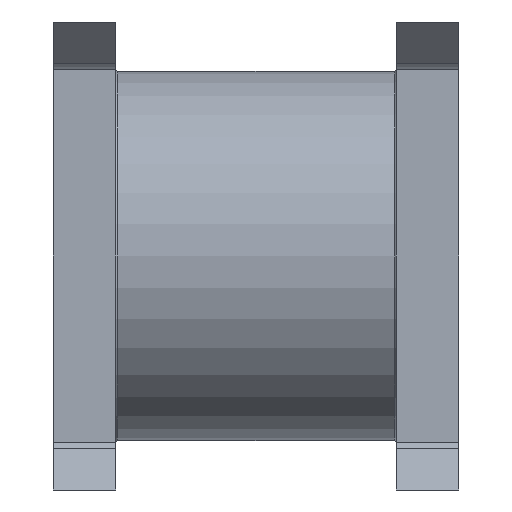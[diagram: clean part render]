
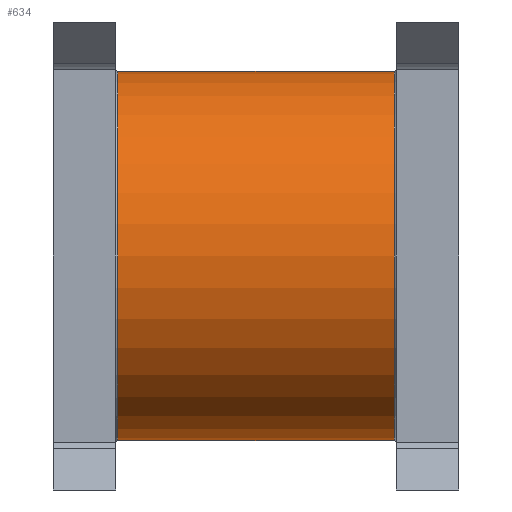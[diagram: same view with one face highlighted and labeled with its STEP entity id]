
A CAD part, left-side view. The second image highlights one B-rep face of the part: STEP entity #634.
In plain terms, the highlighted cylindrical face has radius 17.75 mm (diameter 35.5 mm), a partial arc.
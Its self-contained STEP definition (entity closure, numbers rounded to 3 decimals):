
#42 = ORIENTED_EDGE ( 'NONE', *, *, #766, .T. ) ;
#182 = LINE ( 'NONE', #1306, #1572 ) ;
#213 = CIRCLE ( 'NONE', #730, 17.75 ) ;
#321 = CARTESIAN_POINT ( 'NONE',  ( 0., -13.3, 17.75 ) ) ;
#355 = CARTESIAN_POINT ( 'NONE',  ( 0., 13.3, 17.75 ) ) ;
#464 = EDGE_CURVE ( 'NONE', #740, #1772, #1294, .T. ) ;
#502 = EDGE_LOOP ( 'NONE', ( #1146, #42, #1372, #1205 ) ) ;
#527 = FACE_OUTER_BOUND ( 'NONE', #502, .T. ) ;
#634 = ADVANCED_FACE ( 'NONE', ( #527 ), #1237, .T. ) ;
#701 = CARTESIAN_POINT ( 'NONE',  ( 0., -13.3, -17.75 ) ) ;
#708 = CARTESIAN_POINT ( 'NONE',  ( 0., -13.3, 0. ) ) ;
#730 = AXIS2_PLACEMENT_3D ( 'NONE', #1108, #1794, #1398 ) ;
#740 = VERTEX_POINT ( 'NONE', #321 ) ;
#742 = DIRECTION ( 'NONE',  ( 0., -1., 0. ) ) ;
#755 = LINE ( 'NONE', #932, #910 ) ;
#766 = EDGE_CURVE ( 'NONE', #1293, #1772, #182, .T. ) ;
#880 = VERTEX_POINT ( 'NONE', #355 ) ;
#910 = VECTOR ( 'NONE', #1330, 1000. ) ;
#932 = CARTESIAN_POINT ( 'NONE',  ( 0., 0., 17.75 ) ) ;
#1108 = CARTESIAN_POINT ( 'NONE',  ( 0., 13.3, 0. ) ) ;
#1133 = DIRECTION ( 'NONE',  ( 0., -1., 0. ) ) ;
#1140 = CARTESIAN_POINT ( 'NONE',  ( 0., 0., 0. ) ) ;
#1146 = ORIENTED_EDGE ( 'NONE', *, *, #1449, .F. ) ;
#1194 = CARTESIAN_POINT ( 'NONE',  ( 0., 13.3, -17.75 ) ) ;
#1205 = ORIENTED_EDGE ( 'NONE', *, *, #1386, .F. ) ;
#1237 = CYLINDRICAL_SURFACE ( 'NONE', #1552, 17.75 ) ;
#1293 = VERTEX_POINT ( 'NONE', #1194 ) ;
#1294 = CIRCLE ( 'NONE', #1706, 17.75 ) ;
#1306 = CARTESIAN_POINT ( 'NONE',  ( 0., 0., -17.75 ) ) ;
#1330 = DIRECTION ( 'NONE',  ( 0., -1., 0. ) ) ;
#1372 = ORIENTED_EDGE ( 'NONE', *, *, #464, .F. ) ;
#1386 = EDGE_CURVE ( 'NONE', #880, #740, #755, .T. ) ;
#1398 = DIRECTION ( 'NONE',  ( 0., 0., -1. ) ) ;
#1406 = DIRECTION ( 'NONE',  ( 0., 0., 1. ) ) ;
#1449 = EDGE_CURVE ( 'NONE', #1293, #880, #213, .T. ) ;
#1552 = AXIS2_PLACEMENT_3D ( 'NONE', #1140, #1568, #1406 ) ;
#1568 = DIRECTION ( 'NONE',  ( 0., -1., 0. ) ) ;
#1572 = VECTOR ( 'NONE', #742, 1000. ) ;
#1672 = DIRECTION ( 'NONE',  ( 0., 0., -1. ) ) ;
#1706 = AXIS2_PLACEMENT_3D ( 'NONE', #708, #1133, #1672 ) ;
#1772 = VERTEX_POINT ( 'NONE', #701 ) ;
#1794 = DIRECTION ( 'NONE',  ( 0., 1., 0. ) ) ;
